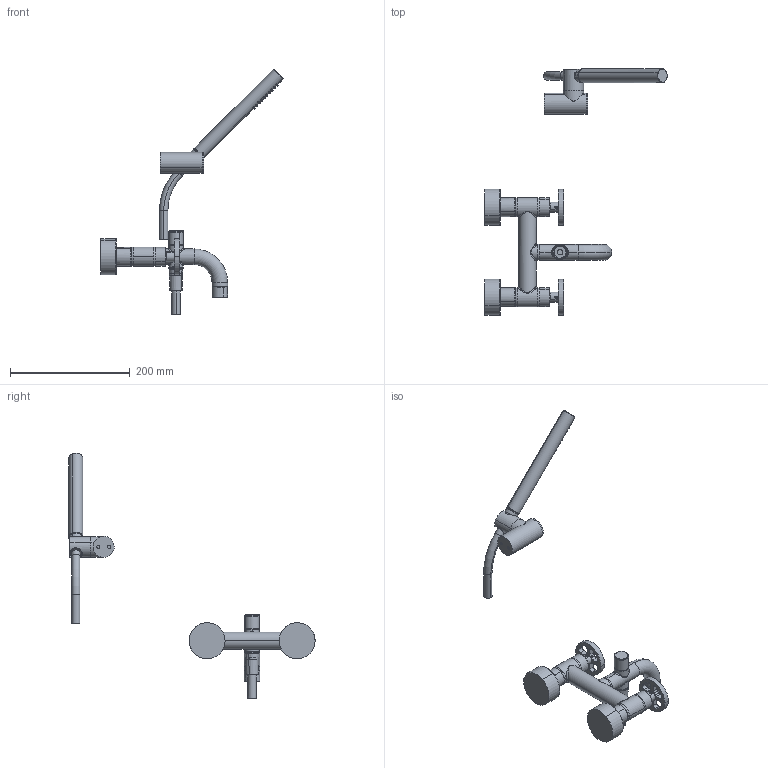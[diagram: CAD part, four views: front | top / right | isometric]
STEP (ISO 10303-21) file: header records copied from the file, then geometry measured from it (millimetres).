
FILE_DESCRIPTION(('CATIA V5 STEP Exchange','CAx-IF Rec.Pracs.--- Model Styling and Organization---1.5--- 2016-08-15','CAx-IF Rec.Pracs.---Supplemental Geometry---1.0---2011-11-01','CAx-IF Rec.Pracs.--- Composite Materials ---3.4---2017-06-13','CAx-IF Rec.Pracs.---Tessellated 3D Geometry---1.0---2015-12-17'),'2;1');
FILE_NAME('MN000120.stp','2022-09-17T09:15:31+00:00',('none'),('none'),'CATIA Version 5-6 Release 2020 SP2','CATIA V5 STEP AP242 v2','none');
FILE_SCHEMA(('AP242_MANAGED_MODEL_BASED_3D_ENGINEERING_MIM_LF {1 0 10303 442 1 1 4}'));
Products named in the file (1): MN000120
Bounding box: 304.26 x 410.38 x 409.79 mm (x, y, z)
Volume: 636206.2 mm3; surface area: 166347.8 mm2
Topology: 14 solids, 26 shells, 2412 faces, 6697 edges, 4339 vertices
Faces by surface type: cylinder 873, plane 640, extrusion 456, cone 306, torus 113, bspline 24
Entity records: 85431 total; most frequent: CARTESIAN_POINT 31373, ORIENTED_EDGE 13382, DIRECTION 7155, EDGE_CURVE 6691, VERTEX_POINT 4339, VECTOR 3125, AXIS2_PLACEMENT_3D 2971, LINE 2669
